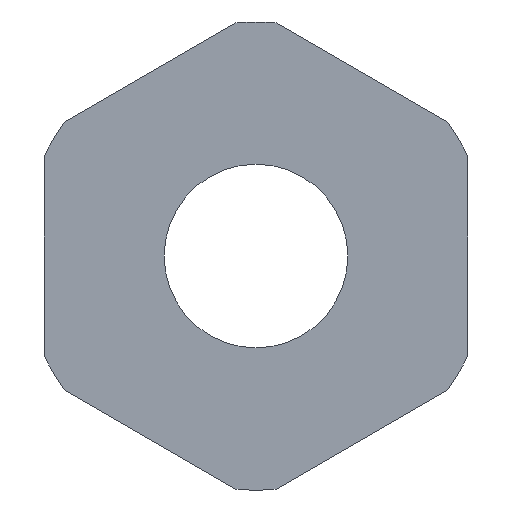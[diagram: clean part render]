
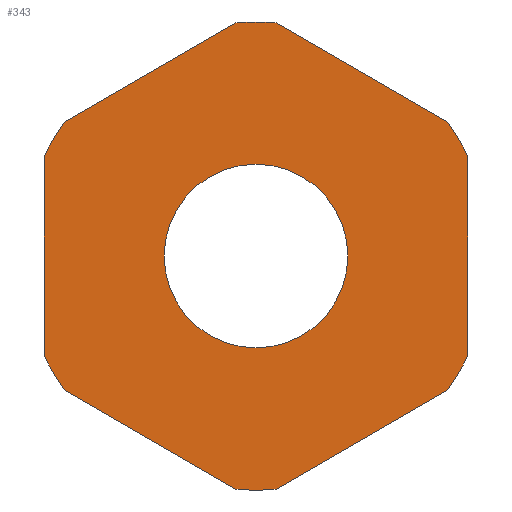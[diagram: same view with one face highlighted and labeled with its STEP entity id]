
A CAD part, front view. The second image highlights one B-rep face of the part: STEP entity #343.
In plain terms, the highlighted planar face has unit normal (0, -1, 0).
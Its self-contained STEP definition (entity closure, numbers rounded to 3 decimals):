
#1 = EDGE_CURVE ( 'NONE', #46, #162, #38, .T. ) ;
#2 = LINE ( 'NONE', #587, #455 ) ;
#6 = EDGE_CURVE ( 'NONE', #128, #345, #39, .T. ) ;
#9 = CIRCLE ( 'NONE', #613, 13.25 ) ;
#12 = EDGE_CURVE ( 'NONE', #356, #56, #37, .T. ) ;
#15 = EDGE_CURVE ( 'NONE', #162, #46, #36, .T. ) ;
#17 = CIRCLE ( 'NONE', #619, 13.25 ) ;
#18 = VECTOR ( 'NONE', #562, 1000. ) ;
#20 = DIRECTION ( 'NONE',  ( 0., 1., 0. ) ) ;
#24 = LINE ( 'NONE', #560, #18 ) ;
#31 = EDGE_CURVE ( 'NONE', #52, #356, #24, .T. ) ;
#32 = VECTOR ( 'NONE', #660, 1000. ) ;
#34 = EDGE_CURVE ( 'NONE', #261, #128, #17, .T. ) ;
#36 = CIRCLE ( 'NONE', #630, 5.2 ) ;
#37 = CIRCLE ( 'NONE', #631, 13.25 ) ;
#38 = CIRCLE ( 'NONE', #638, 5.2 ) ;
#39 = LINE ( 'NONE', #658, #32 ) ;
#45 = EDGE_CURVE ( 'NONE', #345, #304, #9, .T. ) ;
#46 = VERTEX_POINT ( 'NONE', #595 ) ;
#47 = VERTEX_POINT ( 'NONE', #603 ) ;
#52 = VERTEX_POINT ( 'NONE', #575 ) ;
#56 = VERTEX_POINT ( 'NONE', #577 ) ;
#57 = EDGE_LOOP ( 'NONE', ( #339, #262 ) ) ;
#61 = EDGE_CURVE ( 'NONE', #448, #363, #2, .T. ) ;
#65 = ORIENTED_EDGE ( 'NONE', *, *, #649, .F. ) ;
#92 = VERTEX_POINT ( 'NONE', #538 ) ;
#97 = EDGE_LOOP ( 'NONE', ( #303, #286, #65, #115, #422, #258, #182, #228, #248, #231, #337, #359, #172 ) ) ;
#102 = EDGE_CURVE ( 'NONE', #304, #92, #170, .T. ) ;
#115 = ORIENTED_EDGE ( 'NONE', *, *, #445, .F. ) ;
#117 = LINE ( 'NONE', #514, #590 ) ;
#119 = EDGE_CURVE ( 'NONE', #47, #261, #117, .T. ) ;
#128 = VERTEX_POINT ( 'NONE', #487 ) ;
#162 = VERTEX_POINT ( 'NONE', #480 ) ;
#170 = LINE ( 'NONE', #533, #437 ) ;
#172 = ORIENTED_EDGE ( 'NONE', *, *, #643, .F. ) ;
#182 = ORIENTED_EDGE ( 'NONE', *, *, #6, .F. ) ;
#192 = DIRECTION ( 'NONE',  ( 0., 0., 1. ) ) ;
#197 = DIRECTION ( 'NONE',  ( 0., 1., 0. ) ) ;
#200 = CARTESIAN_POINT ( 'NONE',  ( 0., -4., 0. ) ) ;
#214 = CARTESIAN_POINT ( 'NONE',  ( 12., -4., 6.928 ) ) ;
#228 = ORIENTED_EDGE ( 'NONE', *, *, #34, .F. ) ;
#231 = ORIENTED_EDGE ( 'NONE', *, *, #451, .F. ) ;
#239 = DIRECTION ( 'NONE',  ( 0., 1., 0. ) ) ;
#243 = DIRECTION ( 'NONE',  ( 0., 0., 1. ) ) ;
#248 = ORIENTED_EDGE ( 'NONE', *, *, #119, .F. ) ;
#254 = CARTESIAN_POINT ( 'NONE',  ( 0., -4., 0. ) ) ;
#258 = ORIENTED_EDGE ( 'NONE', *, *, #45, .F. ) ;
#261 = VERTEX_POINT ( 'NONE', #431 ) ;
#262 = ORIENTED_EDGE ( 'NONE', *, *, #15, .T. ) ;
#286 = ORIENTED_EDGE ( 'NONE', *, *, #31, .F. ) ;
#299 = AXIS2_PLACEMENT_3D ( 'NONE', #200, #197, #192 ) ;
#303 = ORIENTED_EDGE ( 'NONE', *, *, #12, .F. ) ;
#304 = VERTEX_POINT ( 'NONE', #418 ) ;
#319 = CIRCLE ( 'NONE', #361, 13.25 ) ;
#321 = VERTEX_POINT ( 'NONE', #416 ) ;
#326 = VERTEX_POINT ( 'NONE', #444 ) ;
#334 = DIRECTION ( 'NONE',  ( 0., 0., 1. ) ) ;
#337 = ORIENTED_EDGE ( 'NONE', *, *, #61, .F. ) ;
#339 = ORIENTED_EDGE ( 'NONE', *, *, #1, .T. ) ;
#342 = CARTESIAN_POINT ( 'NONE',  ( 0., -4., 0. ) ) ;
#343 = ADVANCED_FACE ( 'NONE', ( #553, #602 ), #421, .F. ) ;
#345 = VERTEX_POINT ( 'NONE', #424 ) ;
#350 = DIRECTION ( 'NONE',  ( 0., 0., 1. ) ) ;
#351 = DIRECTION ( 'NONE',  ( 0., 1., 0. ) ) ;
#352 = CARTESIAN_POINT ( 'NONE',  ( 0., -4., 0. ) ) ;
#356 = VERTEX_POINT ( 'NONE', #407 ) ;
#359 = ORIENTED_EDGE ( 'NONE', *, *, #632, .F. ) ;
#361 = AXIS2_PLACEMENT_3D ( 'NONE', #254, #239, #243 ) ;
#363 = VERTEX_POINT ( 'NONE', #404 ) ;
#378 = CARTESIAN_POINT ( 'NONE',  ( 10.865, -4., -7.583 ) ) ;
#402 = DIRECTION ( 'NONE',  ( 0., 0., 1. ) ) ;
#404 = CARTESIAN_POINT ( 'NONE',  ( 1.135, -4., -13.201 ) ) ;
#406 = DIRECTION ( 'NONE',  ( 0., 1., 0. ) ) ;
#407 = CARTESIAN_POINT ( 'NONE',  ( 10.865, -4., 7.583 ) ) ;
#409 = CARTESIAN_POINT ( 'NONE',  ( 0., -4., 0. ) ) ;
#413 = CIRCLE ( 'NONE', #299, 13.25 ) ;
#416 = CARTESIAN_POINT ( 'NONE',  ( 12., -4., -5.618 ) ) ;
#418 = CARTESIAN_POINT ( 'NONE',  ( -10.865, -4., 7.583 ) ) ;
#421 = PLANE ( 'NONE',  #522 ) ;
#422 = ORIENTED_EDGE ( 'NONE', *, *, #102, .F. ) ;
#424 = CARTESIAN_POINT ( 'NONE',  ( -12., -4., 5.618 ) ) ;
#431 = CARTESIAN_POINT ( 'NONE',  ( -10.865, -4., -7.583 ) ) ;
#437 = VECTOR ( 'NONE', #523, 1000. ) ;
#444 = CARTESIAN_POINT ( 'NONE',  ( 0., -4., 13.25 ) ) ;
#445 = EDGE_CURVE ( 'NONE', #92, #326, #594, .T. ) ;
#448 = VERTEX_POINT ( 'NONE', #378 ) ;
#451 = EDGE_CURVE ( 'NONE', #363, #47, #497, .T. ) ;
#455 = VECTOR ( 'NONE', #582, 1000. ) ;
#463 = AXIS2_PLACEMENT_3D ( 'NONE', #342, #20, #334 ) ;
#470 = AXIS2_PLACEMENT_3D ( 'NONE', #352, #351, #350 ) ;
#480 = CARTESIAN_POINT ( 'NONE',  ( 0., -4., -5.2 ) ) ;
#487 = CARTESIAN_POINT ( 'NONE',  ( -12., -4., -5.618 ) ) ;
#497 = CIRCLE ( 'NONE', #463, 13.25 ) ;
#504 = DIRECTION ( 'NONE',  ( -0.866, 0., 0.5 ) ) ;
#514 = CARTESIAN_POINT ( 'NONE',  ( 0., -4., -13.856 ) ) ;
#522 = AXIS2_PLACEMENT_3D ( 'NONE', #409, #406, #402 ) ;
#523 = DIRECTION ( 'NONE',  ( 0.866, 0., 0.5 ) ) ;
#533 = CARTESIAN_POINT ( 'NONE',  ( -12., -4., 6.928 ) ) ;
#538 = CARTESIAN_POINT ( 'NONE',  ( -1.135, -4., 13.201 ) ) ;
#549 = CARTESIAN_POINT ( 'NONE',  ( 0., -4., 0. ) ) ;
#552 = DIRECTION ( 'NONE',  ( 0., 0., 1. ) ) ;
#553 = FACE_BOUND ( 'NONE', #57, .T. ) ;
#559 = DIRECTION ( 'NONE',  ( 0., 1., 0. ) ) ;
#560 = CARTESIAN_POINT ( 'NONE',  ( 0., -4., 13.856 ) ) ;
#562 = DIRECTION ( 'NONE',  ( 0.866, 0., -0.5 ) ) ;
#563 = CARTESIAN_POINT ( 'NONE',  ( 0., -4., 0. ) ) ;
#568 = DIRECTION ( 'NONE',  ( 0., 1., 0. ) ) ;
#575 = CARTESIAN_POINT ( 'NONE',  ( 1.135, -4., 13.201 ) ) ;
#577 = CARTESIAN_POINT ( 'NONE',  ( 12., -4., 5.618 ) ) ;
#582 = DIRECTION ( 'NONE',  ( -0.866, 0., -0.5 ) ) ;
#587 = CARTESIAN_POINT ( 'NONE',  ( 12., -4., -6.928 ) ) ;
#590 = VECTOR ( 'NONE', #504, 1000. ) ;
#592 = DIRECTION ( 'NONE',  ( 0., 0., 1. ) ) ;
#594 = CIRCLE ( 'NONE', #470, 13.25 ) ;
#595 = CARTESIAN_POINT ( 'NONE',  ( 0., -4., 5.2 ) ) ;
#599 = DIRECTION ( 'NONE',  ( 0., 0., 1. ) ) ;
#602 = FACE_OUTER_BOUND ( 'NONE', #97, .T. ) ;
#603 = CARTESIAN_POINT ( 'NONE',  ( -1.135, -4., -13.201 ) ) ;
#604 = CARTESIAN_POINT ( 'NONE',  ( 0., -4., 0. ) ) ;
#605 = CARTESIAN_POINT ( 'NONE',  ( 0., -4., 0. ) ) ;
#613 = AXIS2_PLACEMENT_3D ( 'NONE', #605, #568, #599 ) ;
#619 = AXIS2_PLACEMENT_3D ( 'NONE', #563, #559, #552 ) ;
#621 = DIRECTION ( 'NONE',  ( 0., 0., 1. ) ) ;
#627 = DIRECTION ( 'NONE',  ( 0., 1., 0. ) ) ;
#630 = AXIS2_PLACEMENT_3D ( 'NONE', #604, #655, #621 ) ;
#631 = AXIS2_PLACEMENT_3D ( 'NONE', #549, #627, #592 ) ;
#632 = EDGE_CURVE ( 'NONE', #321, #448, #319, .T. ) ;
#638 = AXIS2_PLACEMENT_3D ( 'NONE', #648, #640, #667 ) ;
#639 = LINE ( 'NONE', #214, #650 ) ;
#640 = DIRECTION ( 'NONE',  ( 0., 1., 0. ) ) ;
#643 = EDGE_CURVE ( 'NONE', #56, #321, #639, .T. ) ;
#648 = CARTESIAN_POINT ( 'NONE',  ( 0., -4., 0. ) ) ;
#649 = EDGE_CURVE ( 'NONE', #326, #52, #413, .T. ) ;
#650 = VECTOR ( 'NONE', #662, 1000. ) ;
#655 = DIRECTION ( 'NONE',  ( 0., 1., 0. ) ) ;
#658 = CARTESIAN_POINT ( 'NONE',  ( -12., -4., -6.928 ) ) ;
#660 = DIRECTION ( 'NONE',  ( 0., 0., 1. ) ) ;
#662 = DIRECTION ( 'NONE',  ( 0., 0., -1. ) ) ;
#667 = DIRECTION ( 'NONE',  ( 0., 0., 1. ) ) ;
